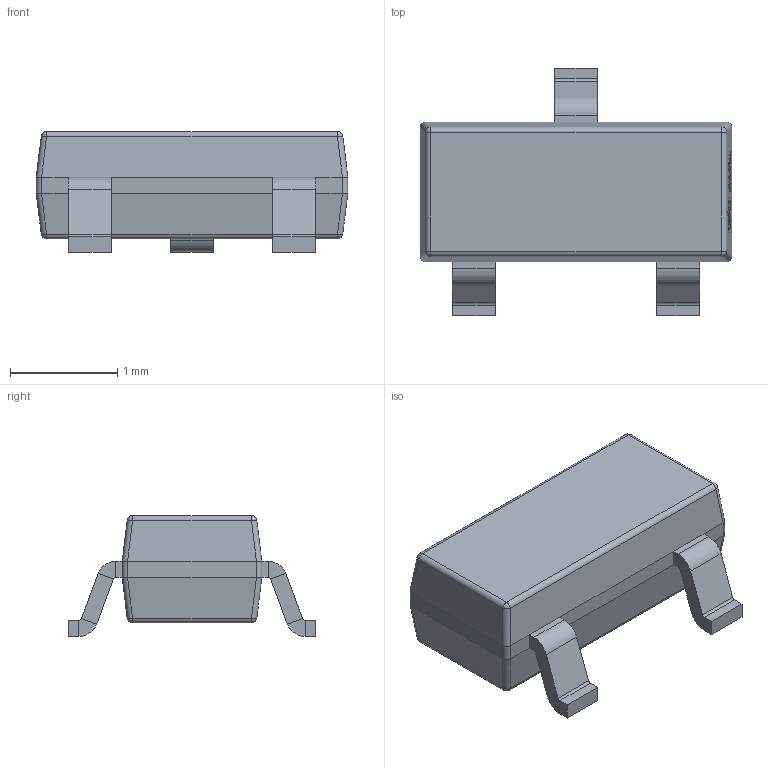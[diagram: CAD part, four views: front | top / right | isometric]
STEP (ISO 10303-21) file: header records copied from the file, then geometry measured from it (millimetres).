
FILE_DESCRIPTION (( 'STEP AP214' ), '1' );
FILE_NAME ('TO-236AB_L2.9-W1.3-H1.0-LS2.3-P0.95.step', '2022-08-01T12:50:29', ( '' ), ( '' ), 'SwSTEP 2.0', 'SolidWorks 2020', '' );
FILE_SCHEMA (( 'AUTOMOTIVE_DESIGN' ));
Length unit declared in the file: millimetre
Products named in the file (1): TO-236AB_L2.9-W1.3-H1.0-LS2.3-P0.95
Bounding box: 2.9 x 2.3 x 1.12 mm (x, y, z)
Volume: 3.7 mm3; surface area: 17.4 mm2
Topology: 1 solids, 1 shells, 332 faces, 849 edges, 538 vertices
Faces by surface type: plane 194, bspline 98, cylinder 32, sphere 8
Entity records: 11669 total; most frequent: CARTESIAN_POINT 3098, ORIENTED_EDGE 1698, DIRECTION 1143, EDGE_CURVE 849, LINE 577, VECTOR 577, VERTEX_POINT 538, EDGE_LOOP 351
